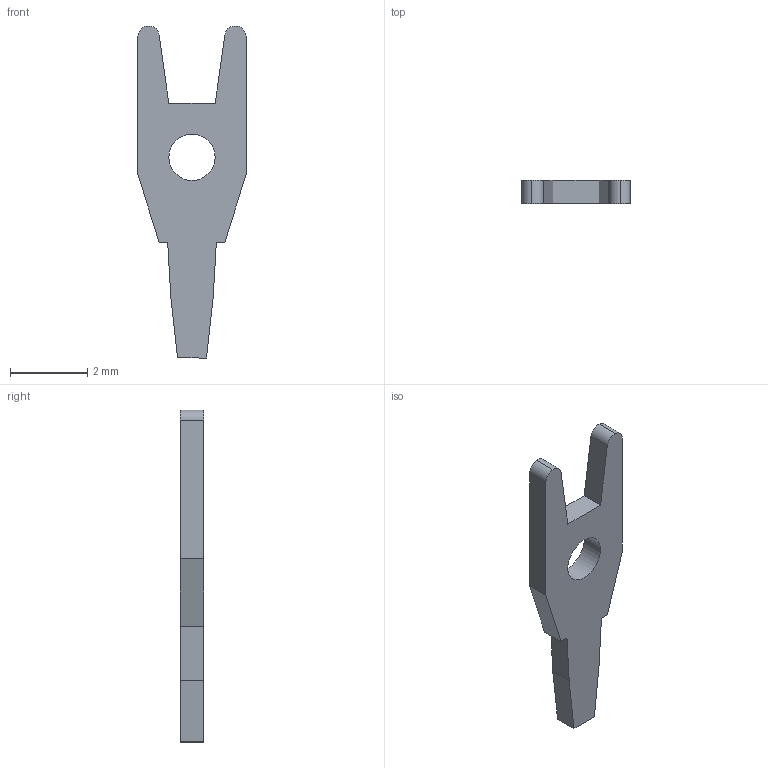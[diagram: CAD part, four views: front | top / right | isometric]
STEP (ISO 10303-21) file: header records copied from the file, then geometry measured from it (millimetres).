
FILE_DESCRIPTION((''),'2;1');
FILE_NAME('OSTERRATH-60-1640-11.stp','2009-12-10T16:01:18',(''),(''),'Mechanical Desktop 2006','Mechanical Desktop 2006',', , ');
FILE_SCHEMA(('AUTOMOTIVE_DESIGN { 1 2 10303 214 0 1 1 1 }'));
Length unit declared in the file: millimetre
Products named in the file (1): Product
Bounding box: 2.8 x 0.6 x 8.6 mm (x, y, z)
Volume: 8.2 mm3; surface area: 44.3 mm2
Topology: 1 solids, 1 shells, 22 faces, 60 edges, 40 vertices
Faces by surface type: plane 16, cylinder 6
Entity records: 745 total; most frequent: CARTESIAN_POINT 123, ORIENTED_EDGE 120, DIRECTION 118, EDGE_CURVE 60, VECTOR 48, LINE 48, VERTEX_POINT 40, AXIS2_PLACEMENT_3D 35
